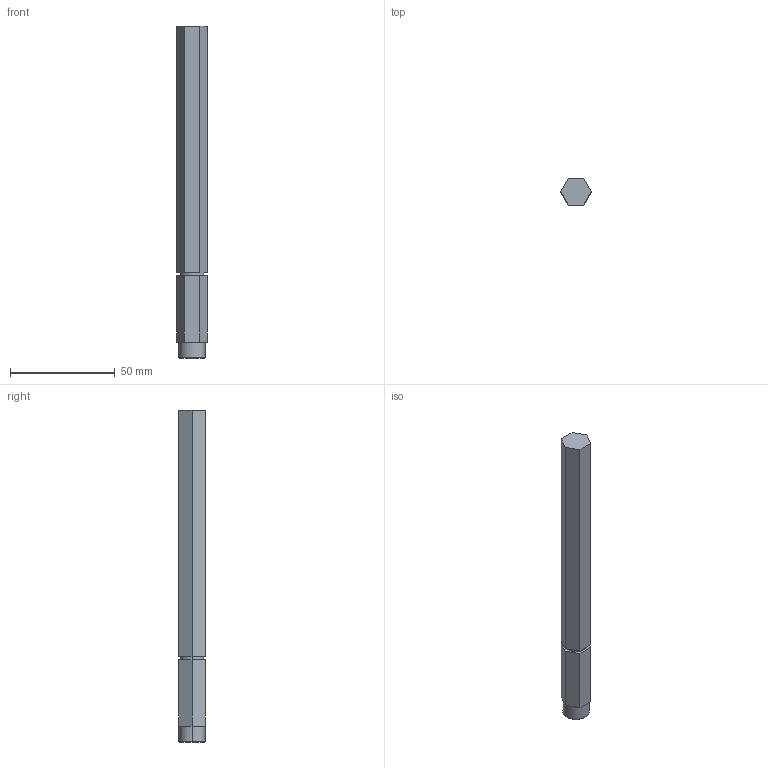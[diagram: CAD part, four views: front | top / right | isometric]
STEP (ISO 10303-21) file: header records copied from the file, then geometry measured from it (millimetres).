
FILE_DESCRIPTION (( 'STEP AP214' ), '1' );
FILE_NAME ('am-2697 SS Wheel Shaft AM14U REV2.STEP', '2018-07-18T13:33:46', ( '' ), ( '' ), 'SwSTEP 2.0', 'SolidWorks 2018', '' );
FILE_SCHEMA (( 'AUTOMOTIVE_DESIGN' ));
Length unit declared in the file: inch
Products named in the file (1): am-2697 SS Wheel Shaft AM14U REV2
Bounding box: 14.66 x 12.7 x 158.7 mm (x, y, z)
Volume: 21605.7 mm3; surface area: 7541.9 mm2
Topology: 1 solids, 1 shells, 26 faces, 58 edges, 38 vertices
Faces by surface type: plane 18, cylinder 6, cone 2
Entity records: 760 total; most frequent: DIRECTION 126, CARTESIAN_POINT 123, ORIENTED_EDGE 116, EDGE_CURVE 58, LINE 44, VECTOR 44, AXIS2_PLACEMENT_3D 41, VERTEX_POINT 38
